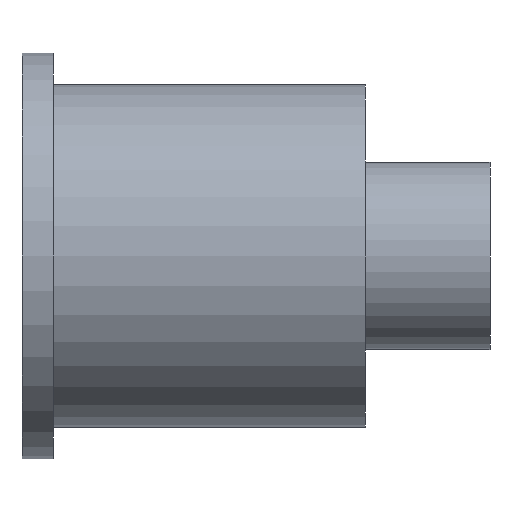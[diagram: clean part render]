
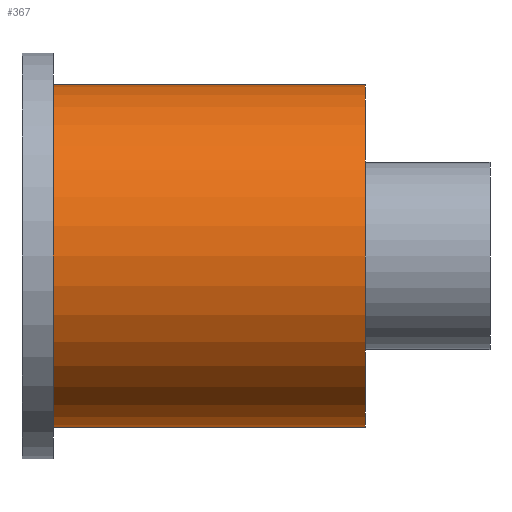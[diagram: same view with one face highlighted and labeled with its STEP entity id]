
A CAD part, left-side view. The second image highlights one B-rep face of the part: STEP entity #367.
In plain terms, the highlighted cylindrical face has radius 5.5 mm (diameter 11 mm), a partial arc.
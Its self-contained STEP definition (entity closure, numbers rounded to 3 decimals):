
#86=DIRECTION('',(0.,1.,0.));
#87=VECTOR('',#86,10.);
#88=CARTESIAN_POINT('',(0.,-11.,-5.5));
#89=LINE('',#88,#87);
#90=DIRECTION('',(0.,1.,0.));
#91=VECTOR('',#90,10.);
#92=CARTESIAN_POINT('',(0.,-11.,5.5));
#93=LINE('',#92,#91);
#94=CARTESIAN_POINT('',(0.,-11.,0.));
#95=DIRECTION('',(0.,1.,0.));
#96=DIRECTION('',(0.,0.,-1.));
#97=AXIS2_PLACEMENT_3D('',#94,#95,#96);
#99=CARTESIAN_POINT('',(0.,-1.,0.));
#100=DIRECTION('',(0.,1.,0.));
#101=DIRECTION('',(0.,0.,-1.));
#102=AXIS2_PLACEMENT_3D('',#99,#100,#101);
#167=CARTESIAN_POINT('',(0.,-11.,-5.5));
#168=CARTESIAN_POINT('',(0.,-1.,-5.5));
#169=VERTEX_POINT('',#167);
#170=VERTEX_POINT('',#168);
#183=CARTESIAN_POINT('',(0.,-11.,5.5));
#184=CARTESIAN_POINT('',(0.,-1.,5.5));
#185=VERTEX_POINT('',#183);
#186=VERTEX_POINT('',#184);
#355=CARTESIAN_POINT('',(0.,0.75,0.));
#356=DIRECTION('',(0.,-1.,0.));
#357=DIRECTION('',(0.,0.,1.));
#358=AXIS2_PLACEMENT_3D('',#355,#356,#357);
#359=CYLINDRICAL_SURFACE('',#358,5.5);
#360=ORIENTED_EDGE('',*,*,#345,.T.);
#362=ORIENTED_EDGE('',*,*,#361,.T.);
#363=ORIENTED_EDGE('',*,*,#348,.F.);
#364=ORIENTED_EDGE('',*,*,#331,.F.);
#365=EDGE_LOOP('',(#360,#362,#363,#364));
#366=FACE_OUTER_BOUND('',#365,.F.);
#367=ADVANCED_FACE('',(#366),#359,.T.);
#98=CIRCLE('',#97,5.5);
#103=CIRCLE('',#102,5.5);
#331=EDGE_CURVE('',#169,#185,#98,.T.);
#345=EDGE_CURVE('',#169,#170,#89,.T.);
#348=EDGE_CURVE('',#185,#186,#93,.T.);
#361=EDGE_CURVE('',#170,#186,#103,.T.);
